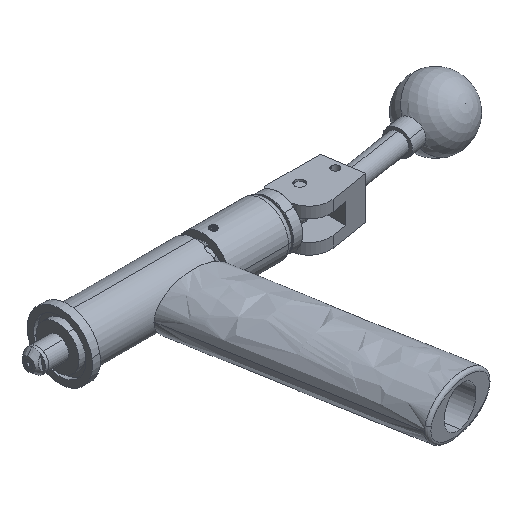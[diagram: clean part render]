
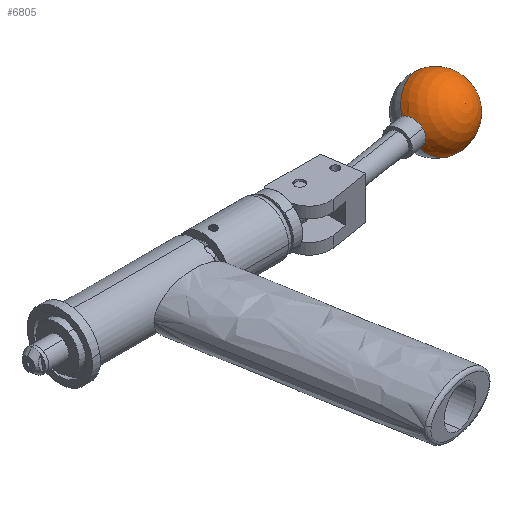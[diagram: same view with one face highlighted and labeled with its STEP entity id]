
A CAD part, isometric view. The second image highlights one B-rep face of the part: STEP entity #6805.
In plain terms, the highlighted spherical face has radius 15.875 mm.
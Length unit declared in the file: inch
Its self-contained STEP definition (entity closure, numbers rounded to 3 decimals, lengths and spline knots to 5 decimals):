
#175 = ORIENTED_EDGE ( 'NONE', *, *, #3692, .T. ) ;
#424 = ORIENTED_EDGE ( 'NONE', *, *, #5967, .T. ) ;
#1236 = VERTEX_POINT ( 'NONE', #11942 ) ;
#2451 = CARTESIAN_POINT ( 'NONE',  ( 6.58962, 0.19044, 0. ) ) ;
#2777 = CARTESIAN_POINT ( 'NONE',  ( 7.15539, 0.28004, 0. ) ) ;
#2859 = CARTESIAN_POINT ( 'NONE',  ( 7.15539, 0.28004, 0. ) ) ;
#2942 = SPHERICAL_SURFACE ( 'NONE', #15498, 0.625 ) ;
#3421 = DIRECTION ( 'NONE',  ( 0., -0.59, -0.808 ) ) ;
#3692 = EDGE_CURVE ( 'NONE', #1236, #12276, #10067, .T. ) ;
#4337 = DIRECTION ( 'NONE',  ( 0.988, 0.156, 0. ) ) ;
#4427 = DIRECTION ( 'NONE',  ( 0.092, -0.578, -0.811 ) ) ;
#4752 = VERTEX_POINT ( 'NONE', #12425 ) ;
#4790 = AXIS2_PLACEMENT_3D ( 'NONE', #2451, #13162, #5160 ) ;
#5160 = DIRECTION ( 'NONE',  ( 0.127, -0.801, 0.585 ) ) ;
#5967 = EDGE_CURVE ( 'NONE', #12276, #14135, #17091, .T. ) ;
#6049 = CARTESIAN_POINT ( 'NONE',  ( 7.15539, 0.28004, 0. ) ) ;
#6525 = ORIENTED_EDGE ( 'NONE', *, *, #7864, .T. ) ;
#6580 = AXIS2_PLACEMENT_3D ( 'NONE', #12227, #4337, #10865 ) ;
#6805 = ADVANCED_FACE ( 'NONE', ( #7070 ), #2942, .T. ) ;
#6893 = DIRECTION ( 'NONE',  ( -0.127, 0.801, -0.585 ) ) ;
#7070 = FACE_OUTER_BOUND ( 'NONE', #13424, .T. ) ;
#7717 = CARTESIAN_POINT ( 'NONE',  ( 6.62134, -0.00981, 0.14627 ) ) ;
#7864 = EDGE_CURVE ( 'NONE', #14135, #4752, #15263, .T. ) ;
#8304 = DIRECTION ( 'NONE',  ( 0.127, -0.801, 0.585 ) ) ;
#10036 = DIRECTION ( 'NONE',  ( 0.127, -0.801, 0.585 ) ) ;
#10067 = CIRCLE ( 'NONE', #11434, 0.625 ) ;
#10865 = DIRECTION ( 'NONE',  ( 0.127, -0.801, 0.585 ) ) ;
#11318 = CARTESIAN_POINT ( 'NONE',  ( 6.56674, 0.3349, 0.20274 ) ) ;
#11434 = AXIS2_PLACEMENT_3D ( 'NONE', #6049, #10036, #3421 ) ;
#11942 = CARTESIAN_POINT ( 'NONE',  ( 7.7727, 0.37782, 0. ) ) ;
#12223 = DIRECTION ( 'NONE',  ( 0., 0.59, 0.808 ) ) ;
#12227 = CARTESIAN_POINT ( 'NONE',  ( 6.58962, 0.19044, 0. ) ) ;
#12276 = VERTEX_POINT ( 'NONE', #11318 ) ;
#12425 = CARTESIAN_POINT ( 'NONE',  ( 6.6125, 0.04597, -0.20274 ) ) ;
#13162 = DIRECTION ( 'NONE',  ( 0.988, 0.156, 0. ) ) ;
#13424 = EDGE_LOOP ( 'NONE', ( #16534, #175, #424, #6525 ) ) ;
#14135 = VERTEX_POINT ( 'NONE', #7717 ) ;
#15059 = AXIS2_PLACEMENT_3D ( 'NONE', #2859, #6893, #12223 ) ;
#15263 = CIRCLE ( 'NONE', #6580, 0.25 ) ;
#15498 = AXIS2_PLACEMENT_3D ( 'NONE', #2777, #8304, #4427 ) ;
#15592 = EDGE_CURVE ( 'NONE', #1236, #4752, #17265, .T. ) ;
#16534 = ORIENTED_EDGE ( 'NONE', *, *, #15592, .F. ) ;
#17091 = CIRCLE ( 'NONE', #4790, 0.25 ) ;
#17265 = CIRCLE ( 'NONE', #15059, 0.625 ) ;
